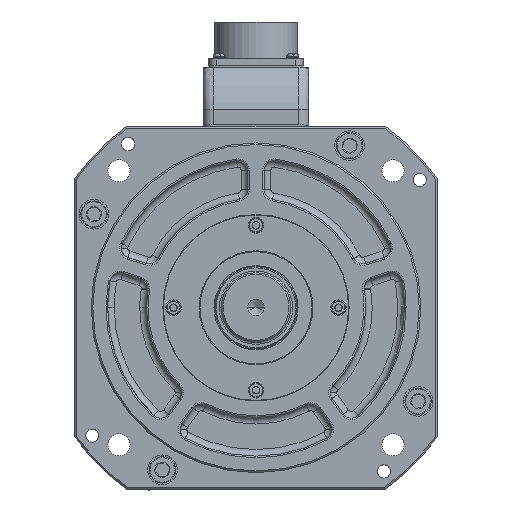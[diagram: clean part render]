
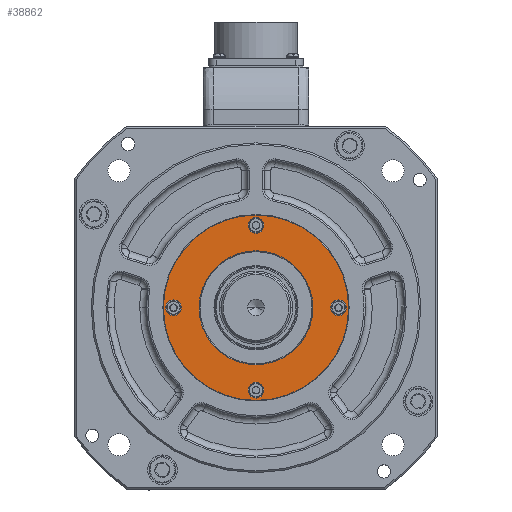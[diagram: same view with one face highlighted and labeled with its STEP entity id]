
A CAD part, top view. The second image highlights one B-rep face of the part: STEP entity #38862.
In plain terms, the highlighted planar face has unit normal (0, 0, 1).
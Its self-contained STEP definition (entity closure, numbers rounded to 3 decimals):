
#6793 = ORIENTED_EDGE ( 'NONE', *, *, #67036, .T. ) ;
#6797 = ORIENTED_EDGE ( 'NONE', *, *, #66910, .F. ) ;
#6798 = ORIENTED_EDGE ( 'NONE', *, *, #67029, .F. ) ;
#6799 = ORIENTED_EDGE ( 'NONE', *, *, #67079, .F. ) ;
#6802 = ORIENTED_EDGE ( 'NONE', *, *, #66999, .F. ) ;
#6803 = ORIENTED_EDGE ( 'NONE', *, *, #66977, .F. ) ;
#6805 = ORIENTED_EDGE ( 'NONE', *, *, #67098, .F. ) ;
#6813 = ORIENTED_EDGE ( 'NONE', *, *, #66978, .F. ) ;
#6821 = ORIENTED_EDGE ( 'NONE', *, *, #66983, .F. ) ;
#6830 = ORIENTED_EDGE ( 'NONE', *, *, #67096, .F. ) ;
#6841 = ORIENTED_EDGE ( 'NONE', *, *, #67013, .F. ) ;
#6850 = ORIENTED_EDGE ( 'NONE', *, *, #67002, .T. ) ;
#12489 = EDGE_LOOP ( 'NONE', ( #6793, #6850 ) ) ;
#15117 = EDGE_LOOP ( 'NONE', ( #6821, #6802 ) ) ;
#16614 = AXIS2_PLACEMENT_3D ( 'NONE', #41256, #41279, #41300 ) ;
#38862 = ADVANCED_FACE ( 'NONE', ( #41310, #41283, #41285, #41287, #41269, #41289 ), #41271, .F. ) ;
#41256 = CARTESIAN_POINT ( 'NONE',  ( 0., 34.546, 26. ) ) ;
#41269 = FACE_BOUND ( 'NONE', #92702, .T. ) ;
#41271 = PLANE ( 'NONE',  #16614 ) ;
#41279 = DIRECTION ( 'NONE',  ( 0., 0., -1. ) ) ;
#41283 = FACE_BOUND ( 'NONE', #92069, .T. ) ;
#41285 = FACE_BOUND ( 'NONE', #92682, .T. ) ;
#41287 = FACE_BOUND ( 'NONE', #15117, .T. ) ;
#41289 = FACE_OUTER_BOUND ( 'NONE', #12489, .T. ) ;
#41300 = DIRECTION ( 'NONE',  ( -1., 0., 0. ) ) ;
#41310 = FACE_BOUND ( 'NONE', #91865, .T. ) ;
#42376 = VERTEX_POINT ( 'NONE', #53956 ) ;
#42381 = VERTEX_POINT ( 'NONE', #54017 ) ;
#42389 = VERTEX_POINT ( 'NONE', #54070 ) ;
#42391 = VERTEX_POINT ( 'NONE', #54086 ) ;
#42410 = VERTEX_POINT ( 'NONE', #54190 ) ;
#42417 = VERTEX_POINT ( 'NONE', #54213 ) ;
#42421 = VERTEX_POINT ( 'NONE', #54167 ) ;
#42422 = VERTEX_POINT ( 'NONE', #54112 ) ;
#42430 = VERTEX_POINT ( 'NONE', #54215 ) ;
#42446 = VERTEX_POINT ( 'NONE', #54249 ) ;
#42451 = VERTEX_POINT ( 'NONE', #54172 ) ;
#42484 = VERTEX_POINT ( 'NONE', #54437 ) ;
#53956 = CARTESIAN_POINT ( 'NONE',  ( -54.75, 0., 26. ) ) ;
#54017 = CARTESIAN_POINT ( 'NONE',  ( -45.25, 0., 26. ) ) ;
#54070 = CARTESIAN_POINT ( 'NONE',  ( -4.75, 50., 26. ) ) ;
#54086 = CARTESIAN_POINT ( 'NONE',  ( -34.546, 0., 26. ) ) ;
#54112 = CARTESIAN_POINT ( 'NONE',  ( 4.75, -50., 26. ) ) ;
#54167 = CARTESIAN_POINT ( 'NONE',  ( 56.2, 0., 26. ) ) ;
#54172 = CARTESIAN_POINT ( 'NONE',  ( 4.75, 50., 26. ) ) ;
#54190 = CARTESIAN_POINT ( 'NONE',  ( -4.75, -50., 26. ) ) ;
#54213 = CARTESIAN_POINT ( 'NONE',  ( 54.75, 0., 26. ) ) ;
#54215 = CARTESIAN_POINT ( 'NONE',  ( -56.2, 0., 26. ) ) ;
#54249 = CARTESIAN_POINT ( 'NONE',  ( 45.25, 0., 26. ) ) ;
#54437 = CARTESIAN_POINT ( 'NONE',  ( 34.546, 0., 26. ) ) ;
#56682 = CARTESIAN_POINT ( 'NONE',  ( 0., -50., 26. ) ) ;
#56686 = DIRECTION ( 'NONE',  ( 1., 0., 0. ) ) ;
#56722 = DIRECTION ( 'NONE',  ( 0., 0., 1. ) ) ;
#57585 = AXIS2_PLACEMENT_3D ( 'NONE', #56682, #56722, #56686 ) ;
#57614 = CIRCLE ( 'NONE', #57585, 4.75 ) ;
#57717 = AXIS2_PLACEMENT_3D ( 'NONE', #58980, #58984, #59017 ) ;
#57738 = CIRCLE ( 'NONE', #57717, 34.546 ) ;
#57748 = AXIS2_PLACEMENT_3D ( 'NONE', #58999, #58988, #58969 ) ;
#57756 = CIRCLE ( 'NONE', #57748, 34.546 ) ;
#57761 = CIRCLE ( 'NONE', #57762, 4.75 ) ;
#57762 = AXIS2_PLACEMENT_3D ( 'NONE', #59004, #59032, #59011 ) ;
#57775 = CIRCLE ( 'NONE', #57801, 4.75 ) ;
#57789 = CIRCLE ( 'NONE', #57825, 56.2 ) ;
#57801 = AXIS2_PLACEMENT_3D ( 'NONE', #59172, #59135, #59161 ) ;
#57805 = AXIS2_PLACEMENT_3D ( 'NONE', #59050, #59078, #59072 ) ;
#57808 = CIRCLE ( 'NONE', #57827, 4.75 ) ;
#57815 = CIRCLE ( 'NONE', #57805, 4.75 ) ;
#57825 = AXIS2_PLACEMENT_3D ( 'NONE', #59085, #59049, #59057 ) ;
#57827 = AXIS2_PLACEMENT_3D ( 'NONE', #59123, #59128, #59093 ) ;
#57868 = AXIS2_PLACEMENT_3D ( 'NONE', #59176, #59213, #59177 ) ;
#57870 = CIRCLE ( 'NONE', #57868, 56.2 ) ;
#57906 = AXIS2_PLACEMENT_3D ( 'NONE', #59554, #59547, #59555 ) ;
#57914 = CIRCLE ( 'NONE', #57937, 4.75 ) ;
#57922 = CIRCLE ( 'NONE', #57936, 4.75 ) ;
#57926 = CIRCLE ( 'NONE', #57906, 4.75 ) ;
#57936 = AXIS2_PLACEMENT_3D ( 'NONE', #59378, #59382, #59444 ) ;
#57937 = AXIS2_PLACEMENT_3D ( 'NONE', #59560, #59570, #59553 ) ;
#58969 = DIRECTION ( 'NONE',  ( 1., 0., 0. ) ) ;
#58980 = CARTESIAN_POINT ( 'NONE',  ( 0., 0., 26. ) ) ;
#58984 = DIRECTION ( 'NONE',  ( 0., 0., 1. ) ) ;
#58988 = DIRECTION ( 'NONE',  ( 0., 0., 1. ) ) ;
#58999 = CARTESIAN_POINT ( 'NONE',  ( 0., 0., 26. ) ) ;
#59004 = CARTESIAN_POINT ( 'NONE',  ( 0., 50., 26. ) ) ;
#59011 = DIRECTION ( 'NONE',  ( 1., 0., 0. ) ) ;
#59017 = DIRECTION ( 'NONE',  ( 1., 0., 0. ) ) ;
#59032 = DIRECTION ( 'NONE',  ( 0., 0., 1. ) ) ;
#59049 = DIRECTION ( 'NONE',  ( 0., 0., 1. ) ) ;
#59050 = CARTESIAN_POINT ( 'NONE',  ( 0., 50., 26. ) ) ;
#59057 = DIRECTION ( 'NONE',  ( 1., 0., 0. ) ) ;
#59072 = DIRECTION ( 'NONE',  ( 1., 0., 0. ) ) ;
#59078 = DIRECTION ( 'NONE',  ( 0., 0., 1. ) ) ;
#59085 = CARTESIAN_POINT ( 'NONE',  ( 0., 0., 26. ) ) ;
#59093 = DIRECTION ( 'NONE',  ( 1., 0., 0. ) ) ;
#59123 = CARTESIAN_POINT ( 'NONE',  ( -50., 0., 26. ) ) ;
#59128 = DIRECTION ( 'NONE',  ( 0., 0., 1. ) ) ;
#59135 = DIRECTION ( 'NONE',  ( 0., 0., 1. ) ) ;
#59161 = DIRECTION ( 'NONE',  ( 1., 0., 0. ) ) ;
#59172 = CARTESIAN_POINT ( 'NONE',  ( 50., 0., 26. ) ) ;
#59176 = CARTESIAN_POINT ( 'NONE',  ( 0., 0., 26. ) ) ;
#59177 = DIRECTION ( 'NONE',  ( 1., 0., 0. ) ) ;
#59213 = DIRECTION ( 'NONE',  ( 0., 0., 1. ) ) ;
#59378 = CARTESIAN_POINT ( 'NONE',  ( -50., 0., 26. ) ) ;
#59382 = DIRECTION ( 'NONE',  ( 0., 0., 1. ) ) ;
#59444 = DIRECTION ( 'NONE',  ( 1., 0., 0. ) ) ;
#59547 = DIRECTION ( 'NONE',  ( 0., 0., 1. ) ) ;
#59553 = DIRECTION ( 'NONE',  ( 1., 0., 0. ) ) ;
#59554 = CARTESIAN_POINT ( 'NONE',  ( 0., -50., 26. ) ) ;
#59555 = DIRECTION ( 'NONE',  ( 1., 0., 0. ) ) ;
#59560 = CARTESIAN_POINT ( 'NONE',  ( 50., 0., 26. ) ) ;
#59570 = DIRECTION ( 'NONE',  ( 0., 0., 1. ) ) ;
#66910 = EDGE_CURVE ( 'NONE', #42410, #42422, #57614, .T. ) ;
#66977 = EDGE_CURVE ( 'NONE', #42484, #42391, #57756, .T. ) ;
#66978 = EDGE_CURVE ( 'NONE', #42391, #42484, #57738, .T. ) ;
#66983 = EDGE_CURVE ( 'NONE', #42451, #42389, #57761, .T. ) ;
#66999 = EDGE_CURVE ( 'NONE', #42389, #42451, #57815, .T. ) ;
#67002 = EDGE_CURVE ( 'NONE', #42421, #42430, #57789, .T. ) ;
#67013 = EDGE_CURVE ( 'NONE', #42376, #42381, #57808, .T. ) ;
#67029 = EDGE_CURVE ( 'NONE', #42446, #42417, #57775, .T. ) ;
#67036 = EDGE_CURVE ( 'NONE', #42430, #42421, #57870, .T. ) ;
#67079 = EDGE_CURVE ( 'NONE', #42381, #42376, #57922, .T. ) ;
#67096 = EDGE_CURVE ( 'NONE', #42422, #42410, #57926, .T. ) ;
#67098 = EDGE_CURVE ( 'NONE', #42417, #42446, #57914, .T. ) ;
#91865 = EDGE_LOOP ( 'NONE', ( #6830, #6797 ) ) ;
#92069 = EDGE_LOOP ( 'NONE', ( #6805, #6798 ) ) ;
#92682 = EDGE_LOOP ( 'NONE', ( #6799, #6841 ) ) ;
#92702 = EDGE_LOOP ( 'NONE', ( #6803, #6813 ) ) ;
